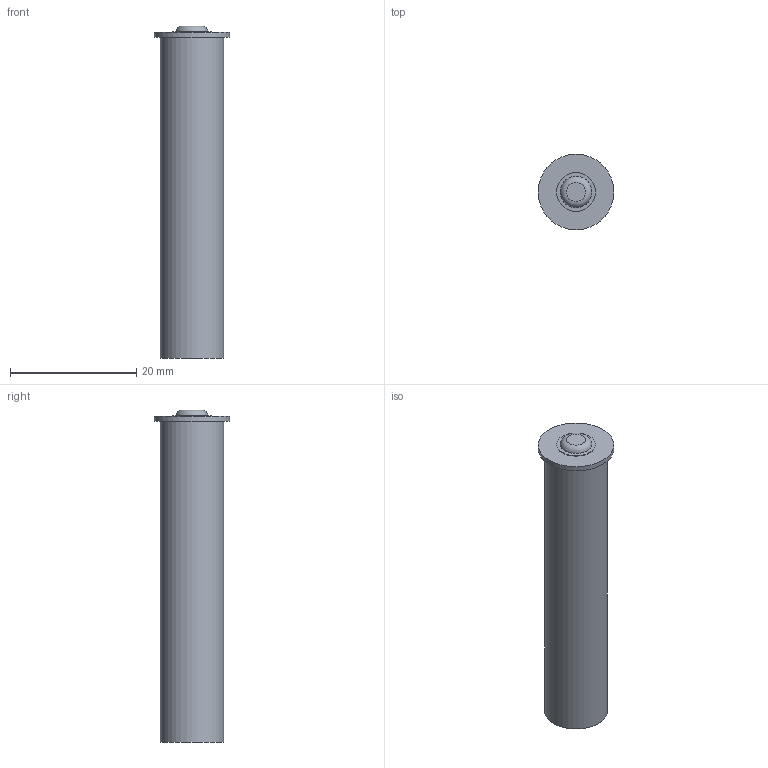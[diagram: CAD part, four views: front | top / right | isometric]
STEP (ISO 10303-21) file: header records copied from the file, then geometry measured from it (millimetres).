
FILE_DESCRIPTION(/* description */ (''),/* implementation_level */ '2;1');
FILE_NAME(/* name */ 'AM-ODB000-60.stp',/* time_stamp */ '2019-11-18T14:57:35+01:00',/* author */ ('tomaszw'),/* organization */ (''),/* preprocessor_version */ 'ST-DEVELOPER v17.2',/* originating_system */ 'Autodesk Inventor 2019',/* authorisation */ '');
FILE_SCHEMA (('AUTOMOTIVE_DESIGN { 1 0 10303 214 3 1 1 }'));
Length unit declared in the file: millimetre
Products named in the file (1): AM-ODB000-60
Bounding box: 12 x 12 x 52.6 mm (x, y, z)
Volume: 4098 mm3; surface area: 1861.3 mm2
Topology: 1 solids, 1 shells, 9 faces, 13 edges, 9 vertices
Faces by surface type: plane 5, cylinder 3, torus 1
Full cylindrical faces by diameter (mm): 6.2 x1, 10 x1, 12 x1
Entity records: 246 total; most frequent: DIRECTION 43, CARTESIAN_POINT 32, ORIENTED_EDGE 26, AXIS2_PLACEMENT_3D 20, EDGE_CURVE 13, EDGE_LOOP 12, CIRCLE 10, FACE_OUTER_BOUND 9
